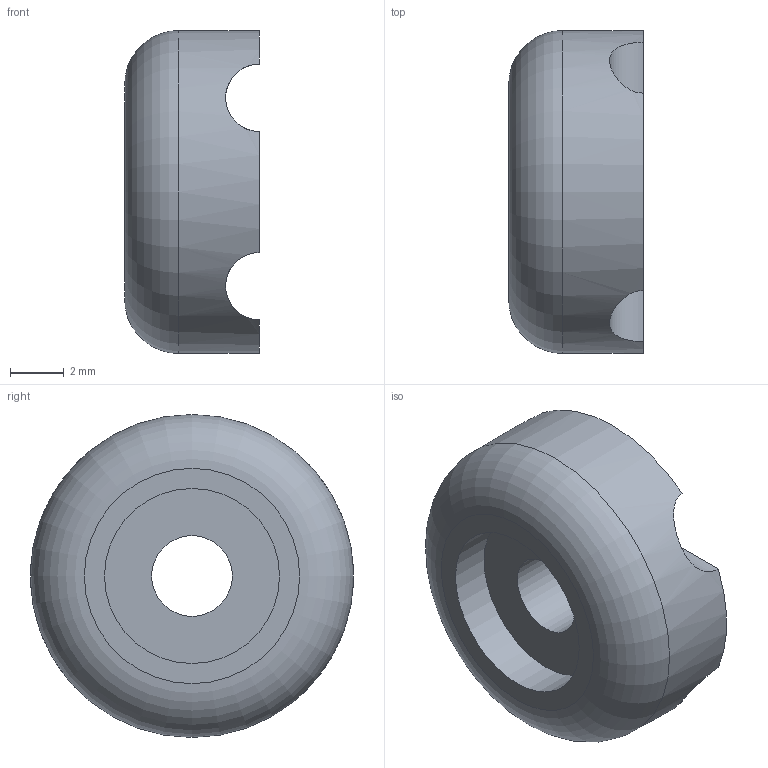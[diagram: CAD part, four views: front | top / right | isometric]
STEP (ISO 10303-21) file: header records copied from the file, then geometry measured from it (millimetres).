
FILE_DESCRIPTION(/* description */ (''),/* implementation_level */ '2;1');
FILE_NAME(/* name */ 'Silent Box Elastic Origin Fit.step',/* time_stamp */ '2021-07-21T17:47:31+02:00',/* author */ (''),/* organization */ (''),/* preprocessor_version */ 'ST-DEVELOPER v18.1',/* originating_system */ 'Autodesk Translation Framework v10.9.0.1377',/* authorisation */ '');
FILE_SCHEMA (('AUTOMOTIVE_DESIGN { 1 0 10303 214 3 1 1 }'));
Length unit declared in the file: millimetre
Products named in the file (1): Silent Box Elastic Origin Fit
Bounding box: 5 x 12 x 12 mm (x, y, z)
Volume: 413.8 mm3; surface area: 444.3 mm2
Topology: 1 solids, 1 shells, 11 faces, 24 edges, 16 vertices
Faces by surface type: cylinder 5, plane 5, torus 1
Full cylindrical faces by diameter (mm): 3 x1, 6.5 x1, 12 x1
Entity records: 416 total; most frequent: CARTESIAN_POINT 128, DIRECTION 57, ORIENTED_EDGE 48, AXIS2_PLACEMENT_3D 25, EDGE_CURVE 24, VERTEX_POINT 16, EDGE_LOOP 14, CIRCLE 13
